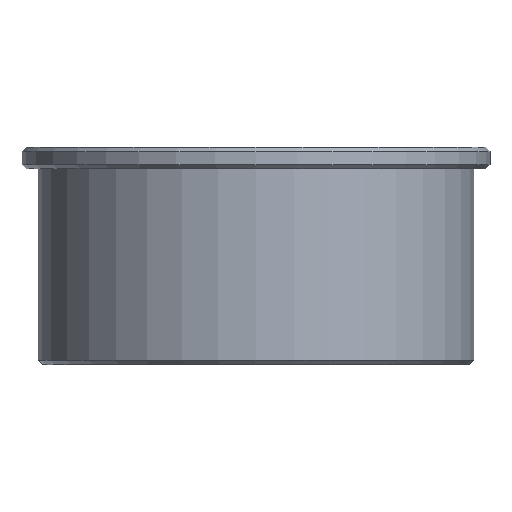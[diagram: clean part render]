
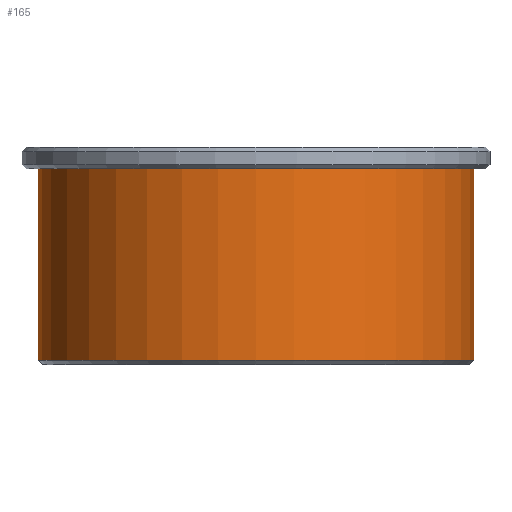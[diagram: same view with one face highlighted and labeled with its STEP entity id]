
A CAD part, front view. The second image highlights one B-rep face of the part: STEP entity #165.
In plain terms, the highlighted cylindrical face has radius 100 mm (diameter 200 mm), a full revolution.
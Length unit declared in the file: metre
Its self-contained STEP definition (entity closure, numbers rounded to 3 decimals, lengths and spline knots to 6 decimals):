
#165=ADVANCED_FACE('',(#204,#205),#206,.T.);
#204=FACE_OUTER_BOUND('',#4698,.T.);
#205=FACE_OUTER_BOUND('',#4699,.T.);
#206=CYLINDRICAL_SURFACE('',#4700,0.1);
#4698=EDGE_LOOP('',(#9227));
#4699=EDGE_LOOP('',(#9228));
#4700=AXIS2_PLACEMENT_3D('',#9229,#9230,#9231);
#9227=ORIENTED_EDGE('',*,*,#9267,.T.);
#9228=ORIENTED_EDGE('',*,*,#9266,.F.);
#9229=CARTESIAN_POINT('',(0.0,0.0,0.0));
#9230=DIRECTION('',(0.0,0.,-1.0));
#9231=DIRECTION('',(0.0,1.0,0.));
#9266=EDGE_CURVE('',#9305,#9305,#9306,.T.);
#9267=EDGE_CURVE('',#9307,#9307,#9308,.T.);
#9305=VERTEX_POINT('',#9475);
#9306=CIRCLE('',#9476,0.1);
#9307=VERTEX_POINT('',#9477);
#9308=CIRCLE('',#9478,0.1);
#9475=CARTESIAN_POINT('',(0.0,0.1,0.002));
#9476=AXIS2_PLACEMENT_3D('',#9521,#9522,#9523);
#9477=CARTESIAN_POINT('',(0.0,0.1,0.09));
#9478=AXIS2_PLACEMENT_3D('',#9524,#9525,#9526);
#9521=CARTESIAN_POINT('',(0.0,0.0,0.002));
#9522=DIRECTION('',(0.0,0.,-1.0));
#9523=DIRECTION('',(0.0,1.0,0.));
#9524=CARTESIAN_POINT('',(0.0,0.,0.09));
#9525=DIRECTION('',(0.0,0.,-1.0));
#9526=DIRECTION('',(0.0,1.0,0.));
